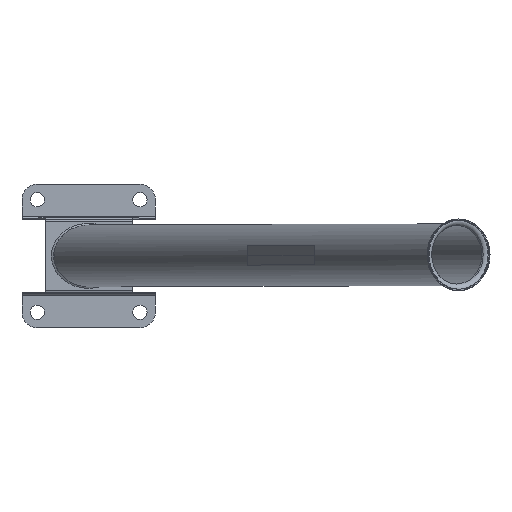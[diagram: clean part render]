
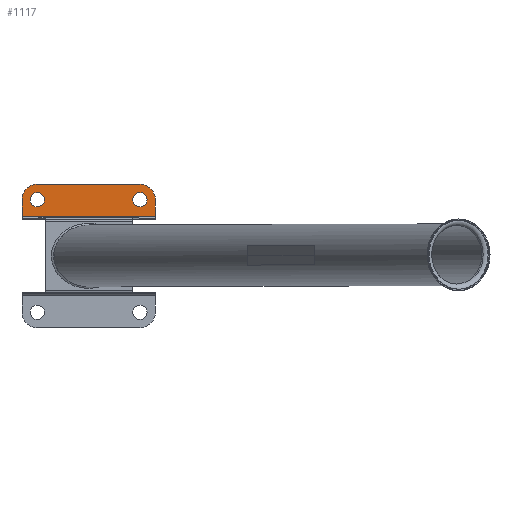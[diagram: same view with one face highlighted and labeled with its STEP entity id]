
A CAD part, top view. The second image highlights one B-rep face of the part: STEP entity #1117.
In plain terms, the highlighted planar face has unit normal (0, 0, 1).
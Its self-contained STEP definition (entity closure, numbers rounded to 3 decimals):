
#69=LINE('',#1787,#153);
#76=LINE('',#1812,#160);
#97=LINE('',#1901,#181);
#98=LINE('',#1903,#182);
#153=VECTOR('',#1407,16.5);
#160=VECTOR('',#1432,16.5);
#181=VECTOR('',#1537,100.);
#182=VECTOR('',#1540,130.);
#217=PLANE('',#1236);
#246=FACE_BOUND('',#391,.T.);
#247=FACE_BOUND('',#392,.T.);
#304=FACE_OUTER_BOUND('',#390,.T.);
#390=EDGE_LOOP('',(#916,#917,#918,#919,#920,#921));
#391=EDGE_LOOP('',(#922));
#392=EDGE_LOOP('',(#923));
#424=CIRCLE('',#1181,15.);
#431=CIRCLE('',#1191,15.);
#452=CIRCLE('',#1223,7.);
#453=CIRCLE('',#1225,7.);
#513=VERTEX_POINT('',#1774);
#514=VERTEX_POINT('',#1775);
#518=VERTEX_POINT('',#1785);
#525=VERTEX_POINT('',#1804);
#526=VERTEX_POINT('',#1806);
#527=VERTEX_POINT('',#1811);
#549=VERTEX_POINT('',#1879);
#550=VERTEX_POINT('',#1882);
#623=EDGE_CURVE('',#513,#514,#424,.T.);
#629=EDGE_CURVE('',#513,#518,#69,.T.);
#639=EDGE_CURVE('',#525,#526,#431,.T.);
#642=EDGE_CURVE('',#527,#526,#76,.T.);
#678=EDGE_CURVE('',#549,#549,#452,.T.);
#679=EDGE_CURVE('',#550,#550,#453,.T.);
#687=EDGE_CURVE('',#525,#514,#97,.T.);
#688=EDGE_CURVE('',#527,#518,#98,.T.);
#916=ORIENTED_EDGE('',*,*,#623,.F.);
#917=ORIENTED_EDGE('',*,*,#629,.T.);
#918=ORIENTED_EDGE('',*,*,#688,.F.);
#919=ORIENTED_EDGE('',*,*,#642,.T.);
#920=ORIENTED_EDGE('',*,*,#639,.F.);
#921=ORIENTED_EDGE('',*,*,#687,.T.);
#922=ORIENTED_EDGE('',*,*,#678,.T.);
#923=ORIENTED_EDGE('',*,*,#679,.T.);
#1117=ADVANCED_FACE('',(#304,#246,#247),#217,.T.);
#1181=AXIS2_PLACEMENT_3D('',#1776,#1396,#1397);
#1191=AXIS2_PLACEMENT_3D('',#1807,#1425,#1426);
#1223=AXIS2_PLACEMENT_3D('',#1880,#1507,#1508);
#1225=AXIS2_PLACEMENT_3D('',#1883,#1511,#1512);
#1236=AXIS2_PLACEMENT_3D('',#1902,#1538,#1539);
#1396=DIRECTION('center_axis',(0.,0.,-1.));
#1397=DIRECTION('ref_axis',(-0.707,0.707,0.));
#1407=DIRECTION('',(0.,-1.,0.));
#1425=DIRECTION('center_axis',(0.,0.,-1.));
#1426=DIRECTION('ref_axis',(0.707,0.707,0.));
#1432=DIRECTION('',(0.,1.,0.));
#1507=DIRECTION('center_axis',(0.,0.,-1.));
#1508=DIRECTION('ref_axis',(1.,0.,0.));
#1511=DIRECTION('center_axis',(0.,0.,-1.));
#1512=DIRECTION('ref_axis',(1.,0.,0.));
#1537=DIRECTION('',(-1.,0.,0.));
#1538=DIRECTION('center_axis',(0.,0.,1.));
#1539=DIRECTION('ref_axis',(1.,0.,0.));
#1540=DIRECTION('',(-1.,0.,0.));
#1774=CARTESIAN_POINT('',(-65.,55.,-57.));
#1775=CARTESIAN_POINT('',(-50.,70.,-57.));
#1776=CARTESIAN_POINT('Origin',(-50.,55.,-57.));
#1785=CARTESIAN_POINT('',(-65.,38.5,-57.));
#1787=CARTESIAN_POINT('',(-65.,35.5,-57.));
#1804=CARTESIAN_POINT('',(50.,70.,-57.));
#1806=CARTESIAN_POINT('',(65.,55.,-57.));
#1807=CARTESIAN_POINT('Origin',(50.,55.,-57.));
#1811=CARTESIAN_POINT('',(65.,38.5,-57.));
#1812=CARTESIAN_POINT('',(65.,35.5,-57.));
#1879=CARTESIAN_POINT('',(-43.,55.,-57.));
#1880=CARTESIAN_POINT('Origin',(-50.,55.,-57.));
#1882=CARTESIAN_POINT('',(57.,55.,-57.));
#1883=CARTESIAN_POINT('Origin',(50.,55.,-57.));
#1901=CARTESIAN_POINT('',(65.,70.,-57.));
#1902=CARTESIAN_POINT('Origin',(65.,70.,-57.));
#1903=CARTESIAN_POINT('',(-65.,38.5,-57.));
